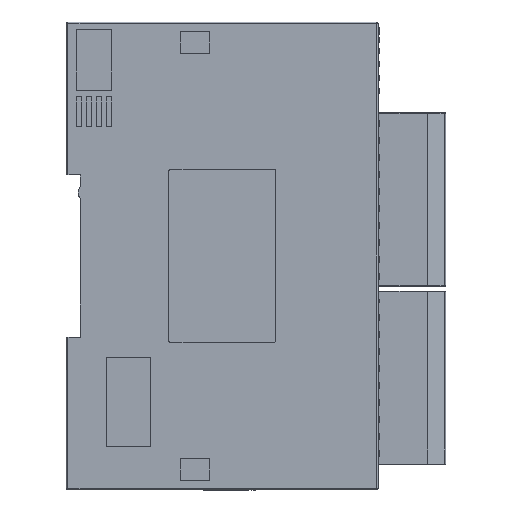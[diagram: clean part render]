
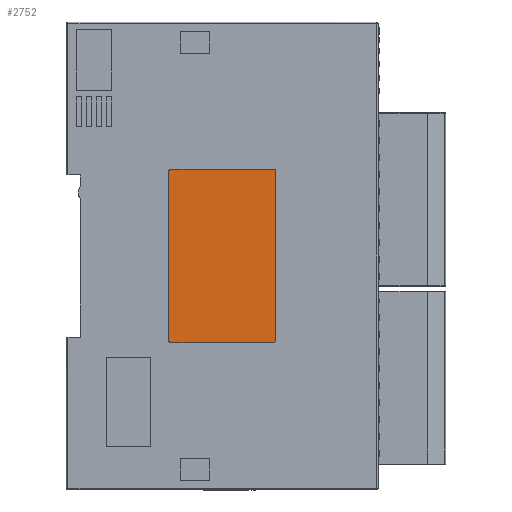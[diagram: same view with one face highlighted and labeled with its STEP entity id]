
A CAD part, left-side view. The second image highlights one B-rep face of the part: STEP entity #2752.
In plain terms, the highlighted planar face has unit normal (-1, 0, 0).
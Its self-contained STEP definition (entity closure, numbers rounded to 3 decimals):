
#880=(
BOUNDED_CURVE()
B_SPLINE_CURVE(2,(#216310,#216311,#216312),.UNSPECIFIED.,.F.,.F.)
B_SPLINE_CURVE_WITH_KNOTS((3,3),(-1.,0.),.UNSPECIFIED.)
CURVE()
GEOMETRIC_REPRESENTATION_ITEM()
RATIONAL_B_SPLINE_CURVE((1.,0.707,1.))
REPRESENTATION_ITEM('')
);
#882=(
BOUNDED_CURVE()
B_SPLINE_CURVE(2,(#216320,#216321,#216322),.UNSPECIFIED.,.F.,.F.)
B_SPLINE_CURVE_WITH_KNOTS((3,3),(-1.,0.),.UNSPECIFIED.)
CURVE()
GEOMETRIC_REPRESENTATION_ITEM()
RATIONAL_B_SPLINE_CURVE((1.,0.707,1.))
REPRESENTATION_ITEM('')
);
#884=(
BOUNDED_CURVE()
B_SPLINE_CURVE(2,(#216330,#216331,#216332),.UNSPECIFIED.,.F.,.F.)
B_SPLINE_CURVE_WITH_KNOTS((3,3),(-1.,0.),.UNSPECIFIED.)
CURVE()
GEOMETRIC_REPRESENTATION_ITEM()
RATIONAL_B_SPLINE_CURVE((1.,0.707,1.))
REPRESENTATION_ITEM('')
);
#886=(
BOUNDED_CURVE()
B_SPLINE_CURVE(2,(#216340,#216341,#216342),.UNSPECIFIED.,.F.,.F.)
B_SPLINE_CURVE_WITH_KNOTS((3,3),(-1.,0.),.UNSPECIFIED.)
CURVE()
GEOMETRIC_REPRESENTATION_ITEM()
RATIONAL_B_SPLINE_CURVE((1.,0.707,1.))
REPRESENTATION_ITEM('')
);
#2752=ADVANCED_FACE('',(#5662),#107972,.T.);
#5662=FACE_OUTER_BOUND('',#8401,.T.);
#8401=EDGE_LOOP('',(#29079,#29080,#29081,#29082,#29083,#29084,#29085,#29086));
#29079=ORIENTED_EDGE('',*,*,#58488,.T.);
#29080=ORIENTED_EDGE('',*,*,#58470,.T.);
#29081=ORIENTED_EDGE('',*,*,#58484,.T.);
#29082=ORIENTED_EDGE('',*,*,#58471,.T.);
#29083=ORIENTED_EDGE('',*,*,#58480,.T.);
#29084=ORIENTED_EDGE('',*,*,#58472,.T.);
#29085=ORIENTED_EDGE('',*,*,#58476,.T.);
#29086=ORIENTED_EDGE('',*,*,#58473,.T.);
#58470=EDGE_CURVE('',#104229,#104230,#81938,.T.);
#58471=EDGE_CURVE('',#104231,#104232,#81939,.T.);
#58472=EDGE_CURVE('',#104233,#104234,#81940,.T.);
#58473=EDGE_CURVE('',#104235,#104228,#81941,.T.);
#58476=EDGE_CURVE('',#104234,#104235,#880,.T.);
#58480=EDGE_CURVE('',#104232,#104233,#882,.T.);
#58484=EDGE_CURVE('',#104230,#104231,#884,.T.);
#58488=EDGE_CURVE('',#104228,#104229,#886,.T.);
#81938=B_SPLINE_CURVE_WITH_KNOTS('',1,(#216298,#216299),.UNSPECIFIED.,.F.,
 .F.,(2,2),(0.,23.),.UNSPECIFIED.);
#81939=B_SPLINE_CURVE_WITH_KNOTS('',1,(#216300,#216301),.UNSPECIFIED.,.F.,
 .F.,(2,2),(0.,38.),.UNSPECIFIED.);
#81940=B_SPLINE_CURVE_WITH_KNOTS('',1,(#216302,#216303),.UNSPECIFIED.,.F.,
 .F.,(2,2),(0.,23.),.UNSPECIFIED.);
#81941=B_SPLINE_CURVE_WITH_KNOTS('',1,(#216304,#216305),.UNSPECIFIED.,.F.,
 .F.,(2,2),(0.,38.),.UNSPECIFIED.);
#104228=VERTEX_POINT('',#211317);
#104229=VERTEX_POINT('',#211318);
#104230=VERTEX_POINT('',#211319);
#104231=VERTEX_POINT('',#211320);
#104232=VERTEX_POINT('',#211321);
#104233=VERTEX_POINT('',#211322);
#104234=VERTEX_POINT('',#211323);
#104235=VERTEX_POINT('',#211324);
#107972=PLANE('',#109959);
#109959=AXIS2_PLACEMENT_3D('',#169464,#112225,$);
#112225=DIRECTION('',(-1.,0.,0.));
#169464=CARTESIAN_POINT('',(-296.41,-71.468,212.686));
#211317=CARTESIAN_POINT('',(-296.41,-97.88,255.098));
#211318=CARTESIAN_POINT('',(-296.41,-97.38,255.598));
#211319=CARTESIAN_POINT('',(-296.41,-74.38,255.598));
#211320=CARTESIAN_POINT('',(-296.41,-73.88,255.098));
#211321=CARTESIAN_POINT('',(-296.41,-73.88,217.098));
#211322=CARTESIAN_POINT('',(-296.41,-74.38,216.598));
#211323=CARTESIAN_POINT('',(-296.41,-97.38,216.598));
#211324=CARTESIAN_POINT('',(-296.41,-97.88,217.098));
#216298=CARTESIAN_POINT('',(-296.41,-97.38,255.598));
#216299=CARTESIAN_POINT('',(-296.41,-74.38,255.598));
#216300=CARTESIAN_POINT('',(-296.41,-73.88,255.098));
#216301=CARTESIAN_POINT('',(-296.41,-73.88,217.098));
#216302=CARTESIAN_POINT('',(-296.41,-74.38,216.598));
#216303=CARTESIAN_POINT('',(-296.41,-97.38,216.598));
#216304=CARTESIAN_POINT('',(-296.41,-97.88,217.098));
#216305=CARTESIAN_POINT('',(-296.41,-97.88,255.098));
#216310=CARTESIAN_POINT('',(-296.41,-97.38,216.598));
#216311=CARTESIAN_POINT('',(-296.41,-97.88,216.598));
#216312=CARTESIAN_POINT('',(-296.41,-97.88,217.098));
#216320=CARTESIAN_POINT('',(-296.41,-73.88,217.098));
#216321=CARTESIAN_POINT('',(-296.41,-73.88,216.598));
#216322=CARTESIAN_POINT('',(-296.41,-74.38,216.598));
#216330=CARTESIAN_POINT('',(-296.41,-74.38,255.598));
#216331=CARTESIAN_POINT('',(-296.41,-73.88,255.598));
#216332=CARTESIAN_POINT('',(-296.41,-73.88,255.098));
#216340=CARTESIAN_POINT('',(-296.41,-97.88,255.098));
#216341=CARTESIAN_POINT('',(-296.41,-97.88,255.598));
#216342=CARTESIAN_POINT('',(-296.41,-97.38,255.598));
